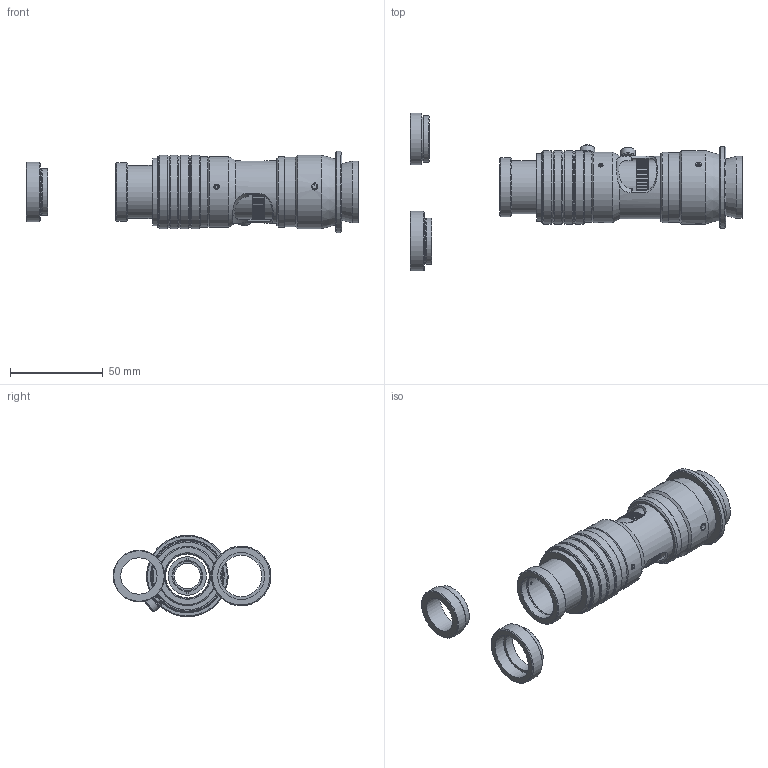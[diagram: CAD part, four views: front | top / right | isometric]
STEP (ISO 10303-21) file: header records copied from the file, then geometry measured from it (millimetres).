
FILE_DESCRIPTION((''),'2;1');
FILE_NAME('60190_0.stp','2009-12-18T15:50:47',('EVANS'),(''),'Autodesk Inventor 2010','Autodesk Inventor 2010','');
FILE_SCHEMA(('AUTOMOTIVE_DESIGN { 1 0 10303 214 1 1 1 1 }'));
Length unit declared in the file: inch
Products named in the file (23): Assembly1 (LevelofDetail1); 60190.iam (~1); 60065; 60219; 60221; 60220; 5402; 60137; 60436; 7261; 60433; 60139; 7008; 60160; 60187; 60004M-ULTRA.iam (~1); 61012; 6222; 61011-3; 7004; 7108; 6296; 6297
Assembly tree (27 placements, depth 5):
  Assembly1 (LevelofDetail1)
    60190.iam (~1)
      60065
      60219
        60221
        60220
        5402
        60137
        60436
          7261
          60433
        60139
        7008
      60160
      60187
      60004M-ULTRA.iam (~1)
        61012
        6222
        61011-3
        60436
          7261
          60433
        7004  x3
        7108  x3
      6296
      6297
Bounding box: 178.8 x 85.08 x 43.92 mm (x, y, z)
Volume: 62891.5 mm3; surface area: 63807.5 mm2
Topology: 24 solids, 24 shells, 721 faces, 1863 edges, 1228 vertices
Faces by surface type: plane 351, cone 178, cylinder 162, bspline 23, sphere 6, torus 1
Full cylindrical faces by diameter (mm): 1.575 x2, 2.159 x4, 2.184 x1, 2.54 x1, 2.845 x5, 3.302 x3, 3.556 x1, 3.785 x1, 4.166 x3, 4.75 x1, 7.874 x2, 13.97 x2, 15.037 x1, 15.824 x1, 16.205 x1, 16.662 x1, 16.688 x1, 17.84 x1, 17.882 x1, 18.5 x1, 19.533 x1, 20.625 x1, 22.225 x1, 23.5 x1, 24 x1, 24.035 x1, 24.232 x1, 24.257 x1, 24.536 x1, 24.85 x1
Entity records: 22486 total; most frequent: CARTESIAN_POINT 5745, DIRECTION 3357, ORIENTED_EDGE 3150, EDGE_CURVE 1575, AXIS2_PLACEMENT_3D 1182, VERTEX_POINT 1126, VECTOR 993, LINE 993
